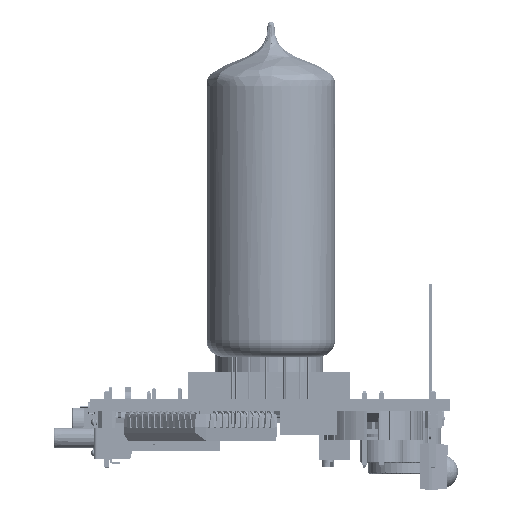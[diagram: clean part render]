
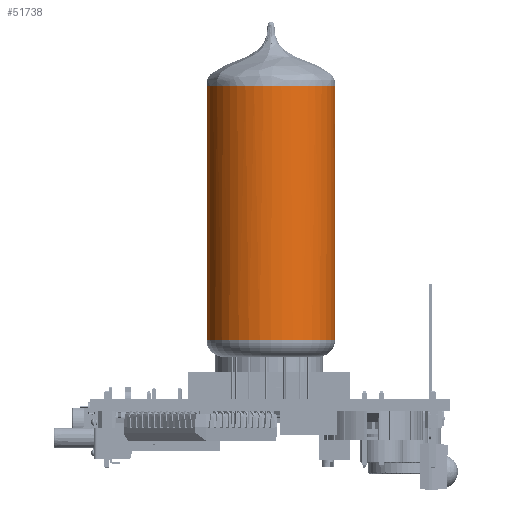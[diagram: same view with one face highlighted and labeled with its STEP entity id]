
A CAD part, left-side view. The second image highlights one B-rep face of the part: STEP entity #51738.
In plain terms, the highlighted cylindrical face has radius 9.5 mm (diameter 19 mm), a partial arc.
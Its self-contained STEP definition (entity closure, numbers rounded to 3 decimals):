
#50923 = EDGE_CURVE('',#50924,#50926,#50928,.T.);
#50924 = VERTEX_POINT('',#50925);
#50925 = CARTESIAN_POINT('',(0.,40.,-9.5));
#50926 = VERTEX_POINT('',#50927);
#50927 = CARTESIAN_POINT('',(-5.191,40.,-7.957));
#50928 = B_SPLINE_CURVE_WITH_KNOTS('',5,(#50929,#50930,#50931,#50932,
    #50933,#50934),.UNSPECIFIED.,.F.,.F.,(6,6),(0.409,0.5),
  .PIECEWISE_BEZIER_KNOTS.);
#50929 = CARTESIAN_POINT('',(0.,40.,-9.5));
#50930 = CARTESIAN_POINT('',(-1.07,40.,-9.501));
#50931 = CARTESIAN_POINT('',(-2.146,40.,-9.352));
#50932 = CARTESIAN_POINT('',(-3.206,40.,-9.048));
#50933 = CARTESIAN_POINT('',(-4.229,40.,-8.584));
#50934 = CARTESIAN_POINT('',(-5.191,40.,-7.957));
#51677 = VERTEX_POINT('',#51678);
#51678 = CARTESIAN_POINT('',(0.,2.5,-9.5));
#51686 = VERTEX_POINT('',#51687);
#51687 = CARTESIAN_POINT('',(0.,2.5,9.5));
#51710 = VERTEX_POINT('',#51711);
#51711 = CARTESIAN_POINT('',(0.,40.,9.5));
#51720 = EDGE_CURVE('',#51710,#51686,#51721,.T.);
#51721 = LINE('',#51722,#51723);
#51722 = CARTESIAN_POINT('',(0.,40.,9.5));
#51723 = VECTOR('',#51724,1.);
#51724 = DIRECTION('',(0.,-1.,0.));
#51727 = EDGE_CURVE('',#50924,#51677,#51728,.T.);
#51728 = LINE('',#51729,#51730);
#51729 = CARTESIAN_POINT('',(0.,40.,-9.5));
#51730 = VECTOR('',#51731,1.);
#51731 = DIRECTION('',(0.,-1.,0.));
#51738 = ADVANCED_FACE('',(#51739),#51766,.T.);
#51739 = FACE_BOUND('',#51740,.T.);
#51740 = EDGE_LOOP('',(#51741,#51742,#51757,#51758,#51759));
#51741 = ORIENTED_EDGE('',*,*,#51720,.F.);
#51742 = ORIENTED_EDGE('',*,*,#51743,.F.);
#51743 = EDGE_CURVE('',#50926,#51710,#51744,.T.);
#51744 = B_SPLINE_CURVE_WITH_KNOTS('',5,(#51745,#51746,#51747,#51748,
    #51749,#51750,#51751,#51752,#51753,#51754,#51755,#51756),
  .UNSPECIFIED.,.F.,.F.,(6,3,3,6),(0.5,0.75,0.781,0.909),
  .UNSPECIFIED.);
#51745 = CARTESIAN_POINT('',(-5.191,40.,-7.957));
#51746 = CARTESIAN_POINT('',(-7.826,40.,-6.238));
#51747 = CARTESIAN_POINT('',(-9.515,40.,-3.611));
#51748 = CARTESIAN_POINT('',(-10.163,40.,-0.529));
#51749 = CARTESIAN_POINT('',(-9.614,40.,2.942));
#51750 = CARTESIAN_POINT('',(-7.508,40.,5.842));
#51751 = CARTESIAN_POINT('',(-7.27,40.,6.134));
#51752 = CARTESIAN_POINT('',(-5.976,40.,7.579));
#51753 = CARTESIAN_POINT('',(-4.385,40.,8.628));
#51754 = CARTESIAN_POINT('',(-2.975,40.,9.203));
#51755 = CARTESIAN_POINT('',(-1.494,40.,9.498));
#51756 = CARTESIAN_POINT('',(0.,40.,9.5));
#51757 = ORIENTED_EDGE('',*,*,#50923,.F.);
#51758 = ORIENTED_EDGE('',*,*,#51727,.T.);
#51759 = ORIENTED_EDGE('',*,*,#51760,.T.);
#51760 = EDGE_CURVE('',#51677,#51686,#51761,.T.);
#51761 = CIRCLE('',#51762,9.5);
#51762 = AXIS2_PLACEMENT_3D('',#51763,#51764,#51765);
#51763 = CARTESIAN_POINT('',(0.,2.5,0.));
#51764 = DIRECTION('',(0.,1.,0.));
#51765 = DIRECTION('',(0.,0.,1.));
#51766 = CYLINDRICAL_SURFACE('',#51767,9.5);
#51767 = AXIS2_PLACEMENT_3D('',#51768,#51769,#51770);
#51768 = CARTESIAN_POINT('',(0.,40.,0.));
#51769 = DIRECTION('',(0.,-1.,0.));
#51770 = DIRECTION('',(0.,0.,-1.));
